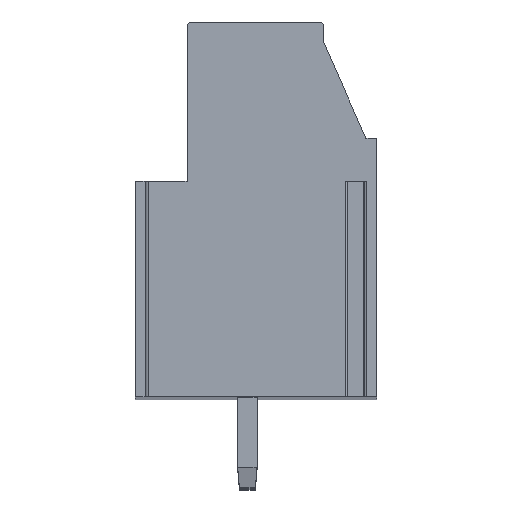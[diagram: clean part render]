
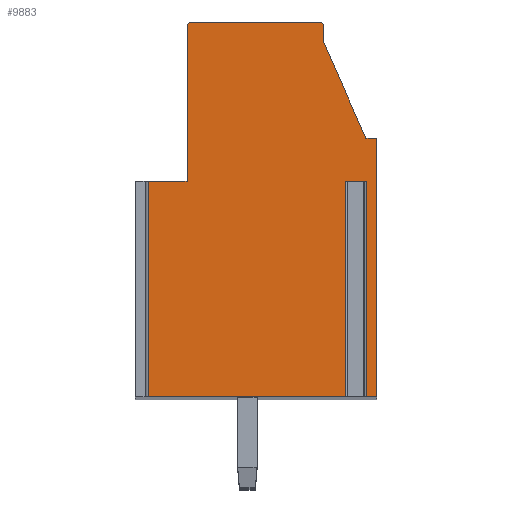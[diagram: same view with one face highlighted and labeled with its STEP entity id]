
A CAD part, top view. The second image highlights one B-rep face of the part: STEP entity #9883.
In plain terms, the highlighted planar face has unit normal (0, 0, 1).
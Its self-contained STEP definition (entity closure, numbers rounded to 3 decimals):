
#135=DIRECTION('',(-1.,0.,0.));
#136=VECTOR('',#135,1.806);
#137=CARTESIAN_POINT('',(-3.2,1.3,2.5));
#138=LINE('',#137,#136);
#1583=DIRECTION('',(1.,0.,0.));
#1584=VECTOR('',#1583,0.989);
#1585=CARTESIAN_POINT('',(4.142,1.3,2.5));
#1586=LINE('',#1585,#1584);
#1587=DIRECTION('',(0.,-1.,0.));
#1588=VECTOR('',#1587,10.);
#1589=CARTESIAN_POINT('',(4.142,1.3,2.5));
#1590=LINE('',#1589,#1588);
#1591=DIRECTION('',(1.,0.,0.));
#1592=VECTOR('',#1591,9.148);
#1593=CARTESIAN_POINT('',(-5.006,-8.7,2.5));
#1594=LINE('',#1593,#1592);
#1595=DIRECTION('',(0.,-1.,0.));
#1596=VECTOR('',#1595,10.);
#1597=CARTESIAN_POINT('',(-5.006,1.3,2.5));
#1598=LINE('',#1597,#1596);
#1599=DIRECTION('',(0.,-1.,0.));
#1600=VECTOR('',#1599,7.2);
#1601=CARTESIAN_POINT('',(-3.2,8.5,2.5));
#1602=LINE('',#1601,#1600);
#1603=CARTESIAN_POINT('',(-3.,8.5,2.5));
#1604=DIRECTION('',(0.,0.,1.));
#1605=DIRECTION('',(0.,1.,0.));
#1606=AXIS2_PLACEMENT_3D('',#1603,#1604,#1605);
#1608=DIRECTION('',(-1.,0.,0.));
#1609=VECTOR('',#1608,5.95);
#1610=CARTESIAN_POINT('',(2.95,8.7,2.5));
#1611=LINE('',#1610,#1609);
#1612=CARTESIAN_POINT('',(2.95,8.5,2.5));
#1613=DIRECTION('',(0.,0.,1.));
#1614=DIRECTION('',(1.,0.,0.));
#1615=AXIS2_PLACEMENT_3D('',#1612,#1613,#1614);
#1617=DIRECTION('',(0.,1.,0.));
#1618=VECTOR('',#1617,0.75);
#1619=CARTESIAN_POINT('',(3.15,7.75,2.5));
#1620=LINE('',#1619,#1618);
#1621=DIRECTION('',(-0.401,0.916,0.));
#1622=VECTOR('',#1621,4.859);
#1623=CARTESIAN_POINT('',(5.1,3.3,2.5));
#1624=LINE('',#1623,#1622);
#1625=DIRECTION('',(-1.,0.,0.));
#1626=VECTOR('',#1625,0.5);
#1627=CARTESIAN_POINT('',(5.6,3.3,2.5));
#1628=LINE('',#1627,#1626);
#1629=DIRECTION('',(0.,1.,0.));
#1630=VECTOR('',#1629,12.);
#1631=CARTESIAN_POINT('',(5.6,-8.7,2.5));
#1632=LINE('',#1631,#1630);
#1633=DIRECTION('',(1.,0.,0.));
#1634=VECTOR('',#1633,0.469);
#1635=CARTESIAN_POINT('',(5.131,-8.7,2.5));
#1636=LINE('',#1635,#1634);
#1637=DIRECTION('',(0.,-1.,0.));
#1638=VECTOR('',#1637,10.);
#1639=CARTESIAN_POINT('',(5.131,1.3,2.5));
#1640=LINE('',#1639,#1638);
#6167=CARTESIAN_POINT('',(5.1,3.3,2.5));
#6168=CARTESIAN_POINT('',(3.15,7.75,2.5));
#6169=VERTEX_POINT('',#6167);
#6170=VERTEX_POINT('',#6168);
#6171=CARTESIAN_POINT('',(3.15,8.5,2.5));
#6172=VERTEX_POINT('',#6171);
#6173=CARTESIAN_POINT('',(2.95,8.7,2.5));
#6174=VERTEX_POINT('',#6173);
#6175=CARTESIAN_POINT('',(-3.,8.7,2.5));
#6176=VERTEX_POINT('',#6175);
#6177=CARTESIAN_POINT('',(-3.2,8.5,2.5));
#6178=VERTEX_POINT('',#6177);
#6179=CARTESIAN_POINT('',(-3.2,1.3,2.5));
#6180=VERTEX_POINT('',#6179);
#6181=CARTESIAN_POINT('',(5.6,-8.7,2.5));
#6182=CARTESIAN_POINT('',(5.6,3.3,2.5));
#6183=VERTEX_POINT('',#6181);
#6184=VERTEX_POINT('',#6182);
#6197=CARTESIAN_POINT('',(4.142,1.3,2.5));
#6198=CARTESIAN_POINT('',(5.131,1.3,2.5));
#6199=VERTEX_POINT('',#6197);
#6200=VERTEX_POINT('',#6198);
#6201=CARTESIAN_POINT('',(-5.006,1.3,2.5));
#6202=CARTESIAN_POINT('',(-5.006,-8.7,2.5));
#6203=VERTEX_POINT('',#6201);
#6204=VERTEX_POINT('',#6202);
#6205=CARTESIAN_POINT('',(5.131,-8.7,2.5));
#6206=VERTEX_POINT('',#6205);
#6207=CARTESIAN_POINT('',(4.142,-8.7,2.5));
#6208=VERTEX_POINT('',#6207);
#9858=CARTESIAN_POINT('',(0.,0.,2.5));
#9859=DIRECTION('',(0.,0.,1.));
#9860=DIRECTION('',(1.,0.,0.));
#9861=AXIS2_PLACEMENT_3D('',#9858,#9859,#9860);
#9862=PLANE('',#9861);
#9864=ORIENTED_EDGE('',*,*,#9863,.F.);
#9866=ORIENTED_EDGE('',*,*,#9865,.T.);
#9867=ORIENTED_EDGE('',*,*,#9520,.F.);
#9868=ORIENTED_EDGE('',*,*,#9850,.F.);
#9869=ORIENTED_EDGE('',*,*,#8041,.F.);
#9870=ORIENTED_EDGE('',*,*,#8251,.F.);
#9871=ORIENTED_EDGE('',*,*,#9174,.F.);
#9872=ORIENTED_EDGE('',*,*,#9188,.F.);
#9873=ORIENTED_EDGE('',*,*,#9286,.F.);
#9874=ORIENTED_EDGE('',*,*,#9300,.F.);
#9875=ORIENTED_EDGE('',*,*,#9314,.F.);
#9876=ORIENTED_EDGE('',*,*,#9328,.F.);
#9877=ORIENTED_EDGE('',*,*,#9342,.F.);
#9878=ORIENTED_EDGE('',*,*,#9536,.F.);
#9880=ORIENTED_EDGE('',*,*,#9879,.F.);
#9881=EDGE_LOOP('',(#9864,#9866,#9867,#9868,#9869,#9870,#9871,#9872,#9873,#9874,
#9875,#9876,#9877,#9878,#9880));
#9882=FACE_OUTER_BOUND('',#9881,.F.);
#1607=CIRCLE('',#1606,0.2);
#1616=CIRCLE('',#1615,0.2);
#8041=EDGE_CURVE('',#6180,#6203,#138,.T.);
#8251=EDGE_CURVE('',#6178,#6180,#1602,.T.);
#9174=EDGE_CURVE('',#6176,#6178,#1607,.T.);
#9188=EDGE_CURVE('',#6174,#6176,#1611,.T.);
#9286=EDGE_CURVE('',#6172,#6174,#1616,.T.);
#9300=EDGE_CURVE('',#6170,#6172,#1620,.T.);
#9314=EDGE_CURVE('',#6169,#6170,#1624,.T.);
#9328=EDGE_CURVE('',#6184,#6169,#1628,.T.);
#9342=EDGE_CURVE('',#6183,#6184,#1632,.T.);
#9520=EDGE_CURVE('',#6204,#6208,#1594,.T.);
#9536=EDGE_CURVE('',#6206,#6183,#1636,.T.);
#9850=EDGE_CURVE('',#6203,#6204,#1598,.T.);
#9863=EDGE_CURVE('',#6199,#6200,#1586,.T.);
#9865=EDGE_CURVE('',#6199,#6208,#1590,.T.);
#9879=EDGE_CURVE('',#6200,#6206,#1640,.T.);
#9883=ADVANCED_FACE('',(#9882),#9862,.T.);
